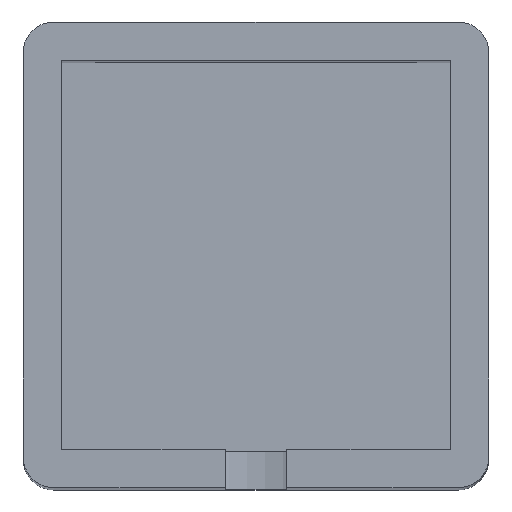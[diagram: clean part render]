
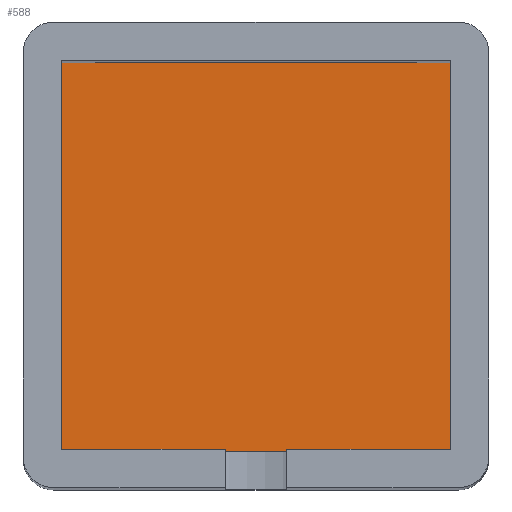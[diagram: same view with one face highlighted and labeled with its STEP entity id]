
A CAD part, top view. The second image highlights one B-rep face of the part: STEP entity #588.
In plain terms, the highlighted planar face has unit normal (0, 0, 1).
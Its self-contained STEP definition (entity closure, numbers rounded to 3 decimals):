
#40=PLANE('',#667);
#52=LINE('',#902,#101);
#53=LINE('',#939,#102);
#54=LINE('',#942,#103);
#58=LINE('',#949,#107);
#83=LINE('',#1096,#132);
#84=LINE('',#1097,#133);
#85=LINE('',#1098,#134);
#101=VECTOR('',#696,10.);
#102=VECTOR('',#697,10.);
#103=VECTOR('',#700,10.);
#107=VECTOR('',#704,10.);
#132=VECTOR('',#813,10.);
#133=VECTOR('',#814,10.);
#134=VECTOR('',#815,10.);
#176=FACE_OUTER_BOUND('',#211,.T.);
#211=EDGE_LOOP('',(#497,#498,#499,#500,#501,#502,#503));
#257=VERTEX_POINT('',#861);
#261=VERTEX_POINT('',#868);
#262=VERTEX_POINT('',#901);
#263=VERTEX_POINT('',#941);
#266=VERTEX_POINT('',#947);
#297=VERTEX_POINT('',#1094);
#298=VERTEX_POINT('',#1095);
#313=EDGE_CURVE('',#262,#257,#52,.T.);
#316=EDGE_CURVE('',#261,#262,#53,.T.);
#317=EDGE_CURVE('',#263,#261,#54,.T.);
#321=EDGE_CURVE('',#257,#266,#58,.T.);
#371=EDGE_CURVE('',#297,#298,#83,.T.);
#372=EDGE_CURVE('',#298,#263,#84,.T.);
#373=EDGE_CURVE('',#266,#297,#85,.T.);
#497=ORIENTED_EDGE('',*,*,#371,.T.);
#498=ORIENTED_EDGE('',*,*,#372,.T.);
#499=ORIENTED_EDGE('',*,*,#317,.T.);
#500=ORIENTED_EDGE('',*,*,#316,.T.);
#501=ORIENTED_EDGE('',*,*,#313,.T.);
#502=ORIENTED_EDGE('',*,*,#321,.T.);
#503=ORIENTED_EDGE('',*,*,#373,.T.);
#588=ADVANCED_FACE('',(#176),#40,.F.);
#667=AXIS2_PLACEMENT_3D('',#1093,#811,#812);
#696=DIRECTION('',(-1.,0.,0.));
#697=DIRECTION('',(-1.,0.,0.));
#700=DIRECTION('',(-1.,0.,0.));
#704=DIRECTION('',(-1.,0.,0.));
#811=DIRECTION('center_axis',(0.,0.,-1.));
#812=DIRECTION('ref_axis',(-1.,0.,0.));
#813=DIRECTION('',(1.,0.,0.));
#814=DIRECTION('',(0.,1.,0.));
#815=DIRECTION('',(0.,-1.,0.));
#861=CARTESIAN_POINT('',(-3.202,12.7,2.));
#868=CARTESIAN_POINT('',(3.202,12.7,2.));
#901=CARTESIAN_POINT('',(0.,12.7,2.));
#902=CARTESIAN_POINT('',(12.7,12.7,2.));
#939=CARTESIAN_POINT('',(12.7,12.7,2.));
#941=CARTESIAN_POINT('',(12.7,12.7,2.));
#942=CARTESIAN_POINT('',(12.7,12.7,2.));
#947=CARTESIAN_POINT('',(-12.7,12.7,2.));
#949=CARTESIAN_POINT('',(12.7,12.7,2.));
#1093=CARTESIAN_POINT('Origin',(0.,0.,
2.));
#1094=CARTESIAN_POINT('',(-12.7,-12.7,2.));
#1095=CARTESIAN_POINT('',(12.7,-12.7,2.));
#1096=CARTESIAN_POINT('',(-12.7,-12.7,2.));
#1097=CARTESIAN_POINT('',(12.7,-12.7,2.));
#1098=CARTESIAN_POINT('',(-12.7,12.7,2.));
